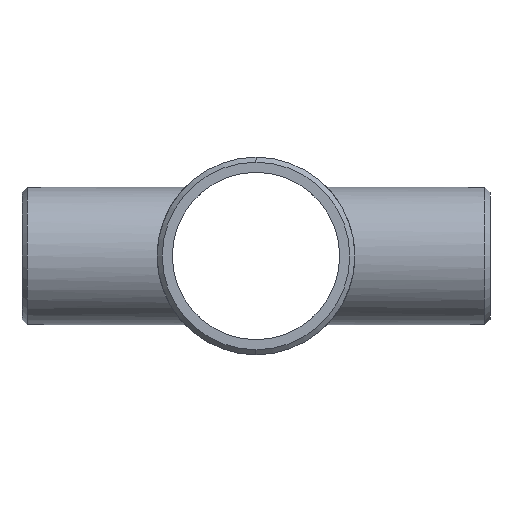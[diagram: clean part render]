
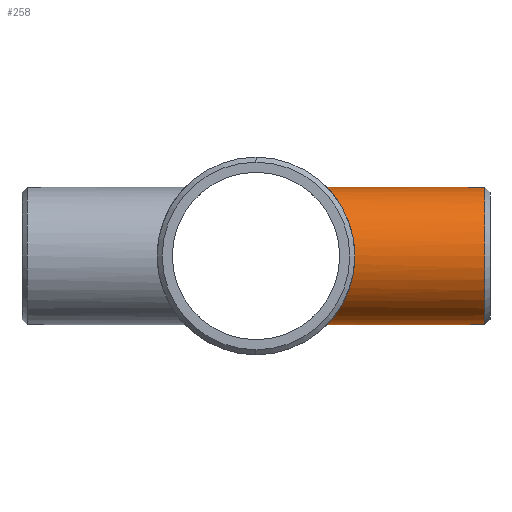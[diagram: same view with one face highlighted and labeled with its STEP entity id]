
A CAD part, left-side view. The second image highlights one B-rep face of the part: STEP entity #258.
In plain terms, the highlighted cylindrical face has radius 16.764 mm (diameter 33.528 mm), a partial arc.
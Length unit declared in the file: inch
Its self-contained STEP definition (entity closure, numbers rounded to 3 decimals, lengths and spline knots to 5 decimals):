
#11 = CARTESIAN_POINT ( 'NONE',  ( -0.52065, -0.85899, -0.40616 ) ) ;
#17 = DIRECTION ( 'NONE',  ( 0., 1., 0. ) ) ;
#57 = VECTOR ( 'NONE', #17, 39.37008 ) ;
#68 = VERTEX_POINT ( 'NONE', #389 ) ;
#75 = CARTESIAN_POINT ( 'NONE',  ( -0.49374, -0.84295, -0.43848 ) ) ;
#80 = CARTESIAN_POINT ( 'NONE',  ( -0.17591, -0.7053, 0.6365 ) ) ;
#86 = CARTESIAN_POINT ( 'NONE',  ( 0., -0.6833, 0.66 ) ) ;
#143 = CIRCLE ( 'NONE', #177, 0.66 ) ;
#146 = DIRECTION ( 'NONE',  ( 0., 1., 0. ) ) ;
#175 = CARTESIAN_POINT ( 'NONE',  ( -0.08923, -0.68902, 0.65404 ) ) ;
#177 = AXIS2_PLACEMENT_3D ( 'NONE', #973, #253, #616 ) ;
#182 = CARTESIAN_POINT ( 'NONE',  ( -0.66003, -0.95002, -0.02156 ) ) ;
#188 = CARTESIAN_POINT ( 'NONE',  ( -0.56816, -0.88862, 0.33653 ) ) ;
#222 = CARTESIAN_POINT ( 'NONE',  ( 0., -2.20167, 0.66 ) ) ;
#227 = CARTESIAN_POINT ( 'NONE',  ( 0., -2.25, 0. ) ) ;
#253 = DIRECTION ( 'NONE',  ( 0., 1., 0. ) ) ;
#257 = CARTESIAN_POINT ( 'NONE',  ( -0.59838, -0.90825, 0.2793 ) ) ;
#258 = ADVANCED_FACE ( 'NONE', ( #587 ), #407, .T. ) ;
#271 = CARTESIAN_POINT ( 'NONE',  ( -0.6154, -0.91955, 0.23949 ) ) ;
#292 = CARTESIAN_POINT ( 'NONE',  ( 0., -0.6833, -0.66 ) ) ;
#343 = LINE ( 'NONE', #1152, #434 ) ;
#350 = CARTESIAN_POINT ( 'NONE',  ( -0.4501, -0.81813, -0.48316 ) ) ;
#352 = DIRECTION ( 'NONE',  ( 0., 1., 0. ) ) ;
#358 = CARTESIAN_POINT ( 'NONE',  ( -0.43458, -0.80967, 0.49717 ) ) ;
#359 = CARTESIAN_POINT ( 'NONE',  ( 0., -0.6833, 0.66 ) ) ;
#364 = CARTESIAN_POINT ( 'NONE',  ( -0.65539, -0.94678, 0.08981 ) ) ;
#371 = CARTESIAN_POINT ( 'NONE',  ( -0.45016, -0.81817, 0.4831 ) ) ;
#379 = CARTESIAN_POINT ( 'NONE',  ( -0.07803, -0.68765, 0.65547 ) ) ;
#380 = EDGE_CURVE ( 'NONE', #68, #964, #143, .T. ) ;
#389 = CARTESIAN_POINT ( 'NONE',  ( 0., -2.20167, -0.66 ) ) ;
#403 = VERTEX_POINT ( 'NONE', #527 ) ;
#407 = CYLINDRICAL_SURFACE ( 'NONE', #1153, 0.66 ) ;
#430 = EDGE_CURVE ( 'NONE', #964, #558, #343, .T. ) ;
#434 = VECTOR ( 'NONE', #352, 39.37008 ) ;
#445 = CARTESIAN_POINT ( 'NONE',  ( -0.38556, -0.78443, 0.53607 ) ) ;
#450 = CARTESIAN_POINT ( 'NONE',  ( -0.40226, -0.79279, 0.52366 ) ) ;
#458 = CARTESIAN_POINT ( 'NONE',  ( -0.52118, -0.85918, 0.40713 ) ) ;
#462 = CARTESIAN_POINT ( 'NONE',  ( -0.56938, -0.88924, -0.33647 ) ) ;
#467 = CARTESIAN_POINT ( 'NONE',  ( -0.65995, -0.94996, 0.04551 ) ) ;
#478 = CARTESIAN_POINT ( 'NONE',  ( -0.11167, -0.69204, -0.65086 ) ) ;
#482 = ORIENTED_EDGE ( 'NONE', *, *, #380, .T. ) ;
#512 = ORIENTED_EDGE ( 'NONE', *, *, #1064, .F. ) ;
#527 = CARTESIAN_POINT ( 'NONE',  ( 0., -0.6833, -0.66 ) ) ;
#536 = CARTESIAN_POINT ( 'NONE',  ( -0.04456, -0.68439, 0.65888 ) ) ;
#542 = CARTESIAN_POINT ( 'NONE',  ( -0.15474, -0.70028, 0.64198 ) ) ;
#548 = CARTESIAN_POINT ( 'NONE',  ( -0.58893, -0.90204, 0.2987 ) ) ;
#558 = VERTEX_POINT ( 'NONE', #359 ) ;
#559 = CARTESIAN_POINT ( 'NONE',  ( -0.33337, -0.75967, -0.57116 ) ) ;
#587 = FACE_OUTER_BOUND ( 'NONE', #1058, .T. ) ;
#616 = DIRECTION ( 'NONE',  ( 0., 0., -1. ) ) ;
#620 = CARTESIAN_POINT ( 'NONE',  ( -0.40249, -0.79291, -0.52348 ) ) ;
#631 = CARTESIAN_POINT ( 'NONE',  ( -0.65095, -0.94373, -0.11114 ) ) ;
#650 = CARTESIAN_POINT ( 'NONE',  ( -0.21809, -0.71699, -0.6233 ) ) ;
#709 = CARTESIAN_POINT ( 'NONE',  ( -0.43469, -0.80973, -0.49707 ) ) ;
#715 = CARTESIAN_POINT ( 'NONE',  ( -0.64178, -0.93743, 0.15563 ) ) ;
#718 = CARTESIAN_POINT ( 'NONE',  ( -0.65435, -0.94609, -0.08905 ) ) ;
#723 = CARTESIAN_POINT ( 'NONE',  ( -0.29706, -0.74416, 0.59093 ) ) ;
#729 = CARTESIAN_POINT ( 'NONE',  ( -0.63649, -0.93381, -0.17597 ) ) ;
#793 = CARTESIAN_POINT ( 'NONE',  ( -0.64202, -0.93759, -0.1546 ) ) ;
#803 = CARTESIAN_POINT ( 'NONE',  ( -0.62297, -0.92464, 0.21908 ) ) ;
#808 = CARTESIAN_POINT ( 'NONE',  ( -0.53349, -0.86685, -0.38915 ) ) ;
#811 = ORIENTED_EDGE ( 'NONE', *, *, #1049, .T. ) ;
#812 = CARTESIAN_POINT ( 'NONE',  ( -0.59, -0.90268, -0.29901 ) ) ;
#831 = LINE ( 'NONE', #908, #57 ) ;
#853 = B_SPLINE_CURVE_WITH_KNOTS ( 'NONE', 3,
 ( #86, #1090, #536, #379, #175, #877, #1072, #542, #80, #884, #983, #723, #1162, #445, #450, #358, #371, #1082, #458, #1066, #188, #548, #257, #271, #803, #1077, #715, #364, #467, #182, #870, #718, #631, #793, #729, #890, #965, #812, #462, #808, #11, #75, #1150, #350, #709, #620, #971, #559, #902, #919, #650, #926, #1119, #478, #1108, #1001, #912, #292 ),
 .UNSPECIFIED., .F., .F.,
 ( 4, 2, 2, 2, 2, 2, 2, 2, 2, 2, 2, 2, 2, 2, 2, 2, 2, 2, 2, 2, 2, 2, 2, 2, 2, 2, 2, 2, 4 ),
 ( 0.05433, 0.05603, 0.05687, 0.05772, 0.05942, 0.06111, 0.0645, 0.0662, 0.0679, 0.07129, 0.07298, 0.07468, 0.07637, 0.07807, 0.08146, 0.08315, 0.08485, 0.08655, 0.08824, 0.09163, 0.09333, 0.09502, 0.09672, 0.09841, 0.1018, 0.1035, 0.1052, 0.10689, 0.10859 ),
 .UNSPECIFIED. ) ;
#870 = CARTESIAN_POINT ( 'NONE',  ( -0.65891, -0.94924, -0.0441 ) ) ;
#877 = CARTESIAN_POINT ( 'NONE',  ( -0.11135, -0.69223, 0.65063 ) ) ;
#884 = CARTESIAN_POINT ( 'NONE',  ( -0.2174, -0.71677, 0.62355 ) ) ;
#890 = CARTESIAN_POINT ( 'NONE',  ( -0.62335, -0.9249, -0.218 ) ) ;
#902 = CARTESIAN_POINT ( 'NONE',  ( -0.29663, -0.74402, -0.5911 ) ) ;
#908 = CARTESIAN_POINT ( 'NONE',  ( 0., -2.25, -0.66 ) ) ;
#912 = CARTESIAN_POINT ( 'NONE',  ( -0.02268, -0.6833, -0.66 ) ) ;
#919 = CARTESIAN_POINT ( 'NONE',  ( -0.23815, -0.72338, -0.6159 ) ) ;
#926 = CARTESIAN_POINT ( 'NONE',  ( -0.17667, -0.70549, -0.63629 ) ) ;
#964 = VERTEX_POINT ( 'NONE', #222 ) ;
#965 = CARTESIAN_POINT ( 'NONE',  ( -0.61568, -0.91974, -0.23878 ) ) ;
#971 = CARTESIAN_POINT ( 'NONE',  ( -0.38563, -0.78446, -0.53603 ) ) ;
#973 = CARTESIAN_POINT ( 'NONE',  ( 0., -2.20167, 0. ) ) ;
#983 = CARTESIAN_POINT ( 'NONE',  ( -0.23782, -0.72327, 0.61604 ) ) ;
#1001 = CARTESIAN_POINT ( 'NONE',  ( -0.04524, -0.68444, -0.65883 ) ) ;
#1016 = DIRECTION ( 'NONE',  ( 0., 0., -1. ) ) ;
#1049 = EDGE_CURVE ( 'NONE', #558, #403, #853, .T. ) ;
#1058 = EDGE_LOOP ( 'NONE', ( #482, #1143, #811, #512 ) ) ;
#1064 = EDGE_CURVE ( 'NONE', #68, #403, #831, .T. ) ;
#1066 = CARTESIAN_POINT ( 'NONE',  ( -0.55693, -0.88147, 0.35479 ) ) ;
#1072 = CARTESIAN_POINT ( 'NONE',  ( -0.12229, -0.69408, 0.64867 ) ) ;
#1077 = CARTESIAN_POINT ( 'NONE',  ( -0.63615, -0.93357, 0.1772 ) ) ;
#1082 = CARTESIAN_POINT ( 'NONE',  ( -0.4945, -0.84311, 0.4391 ) ) ;
#1090 = CARTESIAN_POINT ( 'NONE',  ( -0.02227, -0.6833, 0.66 ) ) ;
#1108 = CARTESIAN_POINT ( 'NONE',  ( -0.0897, -0.68881, -0.65426 ) ) ;
#1119 = CARTESIAN_POINT ( 'NONE',  ( -0.15513, -0.70037, -0.64189 ) ) ;
#1143 = ORIENTED_EDGE ( 'NONE', *, *, #430, .T. ) ;
#1150 = CARTESIAN_POINT ( 'NONE',  ( -0.47963, -0.83474, -0.45386 ) ) ;
#1152 = CARTESIAN_POINT ( 'NONE',  ( 0., -2.25, 0.66 ) ) ;
#1153 = AXIS2_PLACEMENT_3D ( 'NONE', #227, #146, #1016 ) ;
#1162 = CARTESIAN_POINT ( 'NONE',  ( -0.33378, -0.75986, 0.57089 ) ) ;
